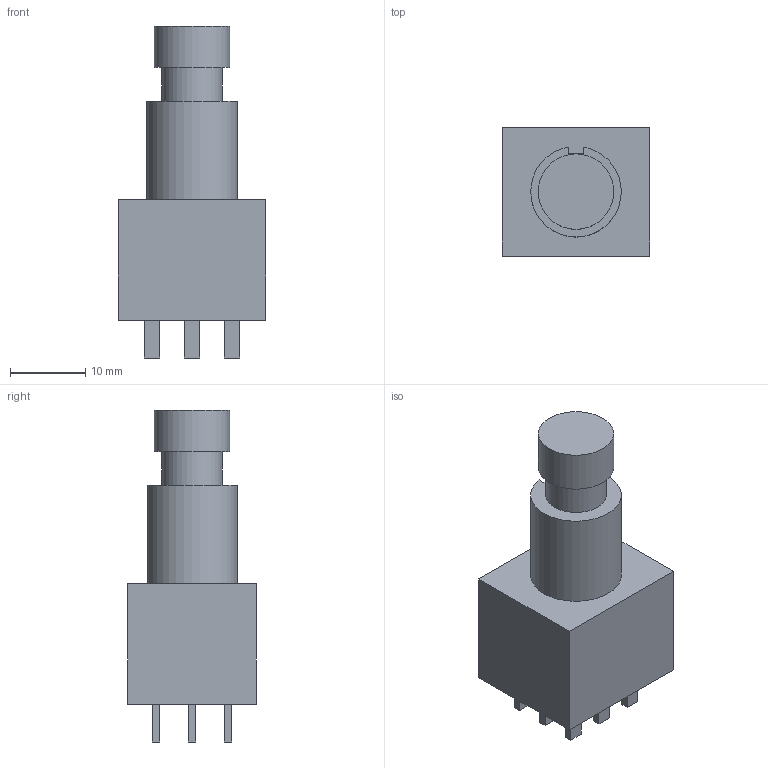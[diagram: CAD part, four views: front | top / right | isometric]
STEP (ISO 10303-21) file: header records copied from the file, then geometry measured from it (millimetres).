
FILE_DESCRIPTION(('FreeCAD Model'),'2;1');
FILE_NAME('Open CASCADE Shape Model','2025-10-10T14:23:35',(''),(''), 'Open CASCADE STEP processor 7.8','FreeCAD','Unknown');
FILE_SCHEMA(('AUTOMOTIVE_DESIGN { 1 0 10303 214 1 1 1 1 }'));
Length unit declared in the file: millimetre
Products named in the file (1): Group002
Bounding box: 19.5 x 17 x 44 mm (x, y, z)
Volume: 7497.2 mm3; surface area: 2957.2 mm2
Topology: 1 solids, 1 shells, 60 faces, 140 edges, 94 vertices
Faces by surface type: plane 57, cylinder 3
Full cylindrical faces by diameter (mm): 8 x1, 10 x1
Entity records: 2089 total; most frequent: CARTESIAN_POINT 295, ORIENTED_EDGE 280, DIRECTION 270, EDGE_CURVE 140, LINE 132, VECTOR 132, VERTEX_POINT 94, FACE_BOUND 72
